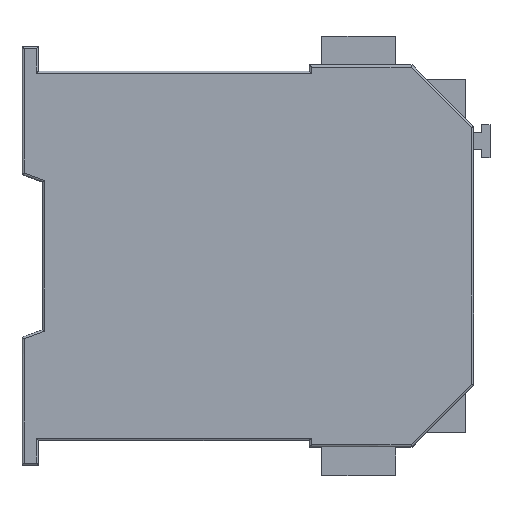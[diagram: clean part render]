
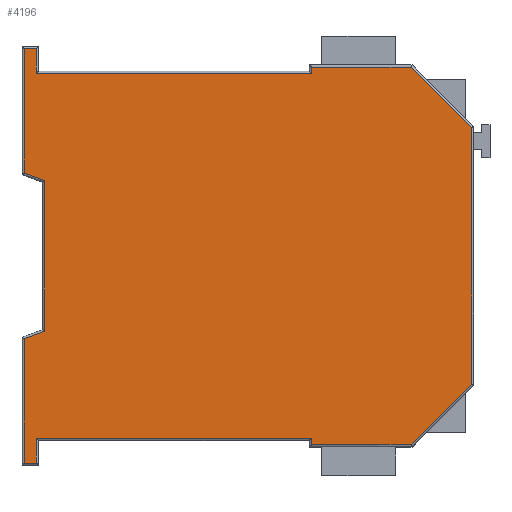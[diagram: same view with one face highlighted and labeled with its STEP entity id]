
A CAD part, top view. The second image highlights one B-rep face of the part: STEP entity #4196.
In plain terms, the highlighted planar face has unit normal (0, 0, 1).
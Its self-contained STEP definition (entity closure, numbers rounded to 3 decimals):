
#1036=DIRECTION('',(-1.,0.,0.));
#1037=VECTOR('',#1036,3.);
#1038=CARTESIAN_POINT('',(3.5,50.5,30.));
#1039=LINE('',#1038,#1037);
#1043=DIRECTION('',(0.,1.,0.));
#1044=VECTOR('',#1043,6.);
#1045=CARTESIAN_POINT('',(3.5,44.5,30.));
#1046=LINE('',#1045,#1044);
#1050=DIRECTION('',(-1.,0.,0.));
#1051=VECTOR('',#1050,67.);
#1052=CARTESIAN_POINT('',(70.5,44.5,30.));
#1053=LINE('',#1052,#1051);
#1057=DIRECTION('',(0.,-1.,0.));
#1058=VECTOR('',#1057,1.5);
#1059=CARTESIAN_POINT('',(70.5,46.,30.));
#1060=LINE('',#1059,#1058);
#1064=DIRECTION('',(-1.,0.,0.));
#1065=VECTOR('',#1064,24.293);
#1066=CARTESIAN_POINT('',(94.793,46.,30.));
#1067=LINE('',#1066,#1065);
#1071=DIRECTION('',(-0.707,0.707,0.));
#1072=VECTOR('',#1071,20.799);
#1073=CARTESIAN_POINT('',(109.5,31.293,30.));
#1074=LINE('',#1073,#1072);
#1078=DIRECTION('',(0.,1.,0.));
#1079=VECTOR('',#1078,62.586);
#1080=CARTESIAN_POINT('',(109.5,-31.293,30.));
#1081=LINE('',#1080,#1079);
#1085=DIRECTION('',(0.707,0.707,0.));
#1086=VECTOR('',#1085,20.799);
#1087=CARTESIAN_POINT('',(94.793,-46.,30.));
#1088=LINE('',#1087,#1086);
#1092=DIRECTION('',(1.,0.,0.));
#1093=VECTOR('',#1092,24.293);
#1094=CARTESIAN_POINT('',(70.5,-46.,30.));
#1095=LINE('',#1094,#1093);
#1099=DIRECTION('',(0.,-1.,0.));
#1100=VECTOR('',#1099,1.5);
#1101=CARTESIAN_POINT('',(70.5,-44.5,30.));
#1102=LINE('',#1101,#1100);
#1106=DIRECTION('',(1.,0.,0.));
#1107=VECTOR('',#1106,67.);
#1108=CARTESIAN_POINT('',(3.5,-44.5,30.));
#1109=LINE('',#1108,#1107);
#1113=DIRECTION('',(0.,1.,0.));
#1114=VECTOR('',#1113,6.);
#1115=CARTESIAN_POINT('',(3.5,-50.5,30.));
#1116=LINE('',#1115,#1114);
#1120=DIRECTION('',(1.,0.,0.));
#1121=VECTOR('',#1120,3.);
#1122=CARTESIAN_POINT('',(0.5,-50.5,30.));
#1123=LINE('',#1122,#1121);
#1127=DIRECTION('',(0.,1.,0.));
#1128=VECTOR('',#1127,30.33);
#1129=CARTESIAN_POINT('',(0.5,-50.5,30.));
#1130=LINE('',#1129,#1128);
#1134=DIRECTION('',(-0.94,-0.342,0.));
#1135=VECTOR('',#1134,5.321);
#1136=CARTESIAN_POINT('',(5.5,-18.35,30.));
#1137=LINE('',#1136,#1135);
#1141=DIRECTION('',(0.,-1.,0.));
#1142=VECTOR('',#1141,36.7);
#1143=CARTESIAN_POINT('',(5.5,18.35,30.));
#1144=LINE('',#1143,#1142);
#1148=DIRECTION('',(0.94,-0.342,0.));
#1149=VECTOR('',#1148,5.321);
#1150=CARTESIAN_POINT('',(0.5,20.17,30.));
#1151=LINE('',#1150,#1149);
#1155=DIRECTION('',(0.,1.,0.));
#1156=VECTOR('',#1155,30.33);
#1157=CARTESIAN_POINT('',(0.5,20.17,30.));
#1158=LINE('',#1157,#1156);
#3177=CARTESIAN_POINT('',(3.5,50.5,30.));
#3178=CARTESIAN_POINT('',(0.5,50.5,30.));
#3179=VERTEX_POINT('',#3177);
#3180=VERTEX_POINT('',#3178);
#3185=CARTESIAN_POINT('',(0.5,20.17,30.));
#3186=VERTEX_POINT('',#3185);
#3191=CARTESIAN_POINT('',(5.5,18.35,30.));
#3192=VERTEX_POINT('',#3191);
#3195=CARTESIAN_POINT('',(5.5,-18.35,30.));
#3196=VERTEX_POINT('',#3195);
#3197=CARTESIAN_POINT('',(0.5,-20.17,30.));
#3198=VERTEX_POINT('',#3197);
#3201=CARTESIAN_POINT('',(0.5,-50.5,30.));
#3202=VERTEX_POINT('',#3201);
#3207=CARTESIAN_POINT('',(3.5,-50.5,30.));
#3208=VERTEX_POINT('',#3207);
#3211=CARTESIAN_POINT('',(3.5,-44.5,30.));
#3212=VERTEX_POINT('',#3211);
#3215=CARTESIAN_POINT('',(70.5,-44.5,30.));
#3216=VERTEX_POINT('',#3215);
#3219=CARTESIAN_POINT('',(70.5,-46.,30.));
#3220=VERTEX_POINT('',#3219);
#3223=CARTESIAN_POINT('',(94.793,-46.,30.));
#3224=VERTEX_POINT('',#3223);
#3227=CARTESIAN_POINT('',(109.5,-31.293,30.));
#3228=VERTEX_POINT('',#3227);
#3231=CARTESIAN_POINT('',(109.5,31.293,30.));
#3232=VERTEX_POINT('',#3231);
#3235=CARTESIAN_POINT('',(94.793,46.,30.));
#3236=VERTEX_POINT('',#3235);
#3239=CARTESIAN_POINT('',(70.5,46.,30.));
#3240=VERTEX_POINT('',#3239);
#3243=CARTESIAN_POINT('',(70.5,44.5,30.));
#3244=VERTEX_POINT('',#3243);
#3245=CARTESIAN_POINT('',(3.5,44.5,30.));
#3246=VERTEX_POINT('',#3245);
#4154=CARTESIAN_POINT('',(0.,0.,30.));
#4155=DIRECTION('',(0.,0.,1.));
#4156=DIRECTION('',(1.,0.,0.));
#4157=AXIS2_PLACEMENT_3D('',#4154,#4155,#4156);
#4158=PLANE('',#4157);
#4160=ORIENTED_EDGE('',*,*,#4159,.F.);
#4162=ORIENTED_EDGE('',*,*,#4161,.F.);
#4164=ORIENTED_EDGE('',*,*,#4163,.F.);
#4166=ORIENTED_EDGE('',*,*,#4165,.F.);
#4168=ORIENTED_EDGE('',*,*,#4167,.F.);
#4170=ORIENTED_EDGE('',*,*,#4169,.F.);
#4172=ORIENTED_EDGE('',*,*,#4171,.F.);
#4174=ORIENTED_EDGE('',*,*,#4173,.F.);
#4176=ORIENTED_EDGE('',*,*,#4175,.F.);
#4178=ORIENTED_EDGE('',*,*,#4177,.F.);
#4180=ORIENTED_EDGE('',*,*,#4179,.F.);
#4182=ORIENTED_EDGE('',*,*,#4181,.F.);
#4184=ORIENTED_EDGE('',*,*,#4183,.F.);
#4186=ORIENTED_EDGE('',*,*,#4185,.T.);
#4188=ORIENTED_EDGE('',*,*,#4187,.F.);
#4190=ORIENTED_EDGE('',*,*,#4189,.F.);
#4192=ORIENTED_EDGE('',*,*,#4191,.F.);
#4193=ORIENTED_EDGE('',*,*,#4144,.T.);
#4194=EDGE_LOOP('',(#4160,#4162,#4164,#4166,#4168,#4170,#4172,#4174,#4176,#4178,
#4180,#4182,#4184,#4186,#4188,#4190,#4192,#4193));
#4195=FACE_OUTER_BOUND('',#4194,.F.);
#4196=ADVANCED_FACE('',(#4195),#4158,.T.);
#4144=EDGE_CURVE('',#3186,#3180,#1158,.T.);
#4159=EDGE_CURVE('',#3179,#3180,#1039,.T.);
#4161=EDGE_CURVE('',#3246,#3179,#1046,.T.);
#4163=EDGE_CURVE('',#3244,#3246,#1053,.T.);
#4165=EDGE_CURVE('',#3240,#3244,#1060,.T.);
#4167=EDGE_CURVE('',#3236,#3240,#1067,.T.);
#4169=EDGE_CURVE('',#3232,#3236,#1074,.T.);
#4171=EDGE_CURVE('',#3228,#3232,#1081,.T.);
#4173=EDGE_CURVE('',#3224,#3228,#1088,.T.);
#4175=EDGE_CURVE('',#3220,#3224,#1095,.T.);
#4177=EDGE_CURVE('',#3216,#3220,#1102,.T.);
#4179=EDGE_CURVE('',#3212,#3216,#1109,.T.);
#4181=EDGE_CURVE('',#3208,#3212,#1116,.T.);
#4183=EDGE_CURVE('',#3202,#3208,#1123,.T.);
#4185=EDGE_CURVE('',#3202,#3198,#1130,.T.);
#4187=EDGE_CURVE('',#3196,#3198,#1137,.T.);
#4189=EDGE_CURVE('',#3192,#3196,#1144,.T.);
#4191=EDGE_CURVE('',#3186,#3192,#1151,.T.);
